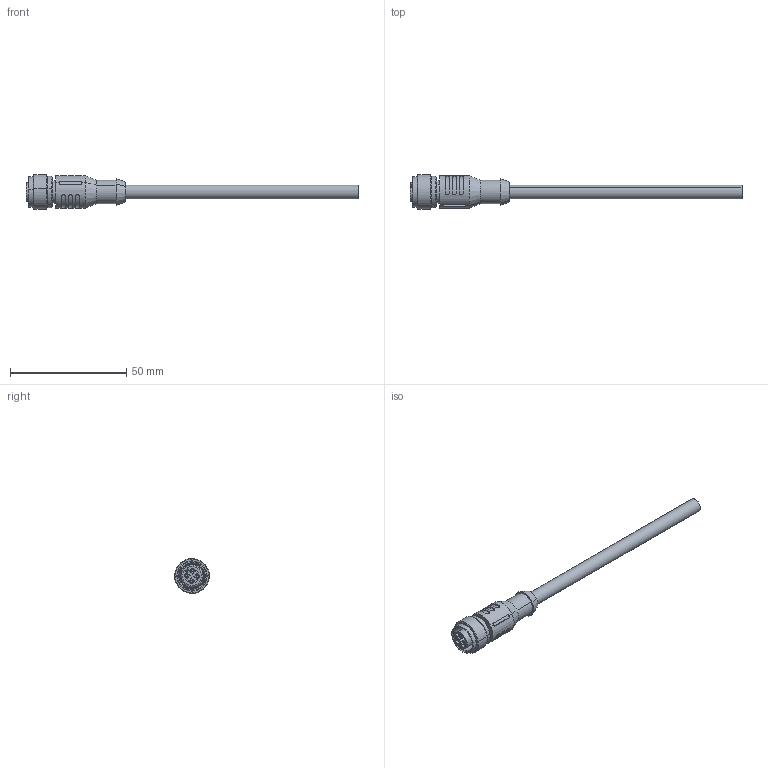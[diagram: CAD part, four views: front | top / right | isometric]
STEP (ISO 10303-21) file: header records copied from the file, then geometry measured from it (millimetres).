
FILE_DESCRIPTION((''),'2;1');
FILE_NAME('EK4P3-M-P00_ASM','2019-03-26T',('xin.jin'),(''),'PRO/ENGINEER BY PARAMETRIC TECHNOLOGY CORPORATION, 2012060','PRO/ENGINEER BY PARAMETRIC TECHNOLOGY CORPORATION, 2012060','');
FILE_SCHEMA(('AUTOMOTIVE_DESIGN { 1 0 10303 214 1 1 1 1 }'));
Length unit declared in the file: millimetre
Products named in the file (1): EK4P3-M-P00_ASM
Bounding box: 142.7 x 15 x 15 mm (x, y, z)
Volume: 7520.1 mm3; surface area: 5429.5 mm2
Topology: 1 solids, 6 shells, 362 faces, 1057 edges, 689 vertices
Faces by surface type: plane 201, cylinder 125, cone 20, bspline 12, torus 4
Entity records: 13161 total; most frequent: CARTESIAN_POINT 3161, DIRECTION 2121, ORIENTED_EDGE 2114, EDGE_CURVE 1057, AXIS2_PLACEMENT_3D 776, VERTEX_POINT 689, VECTOR 569, LINE 569
